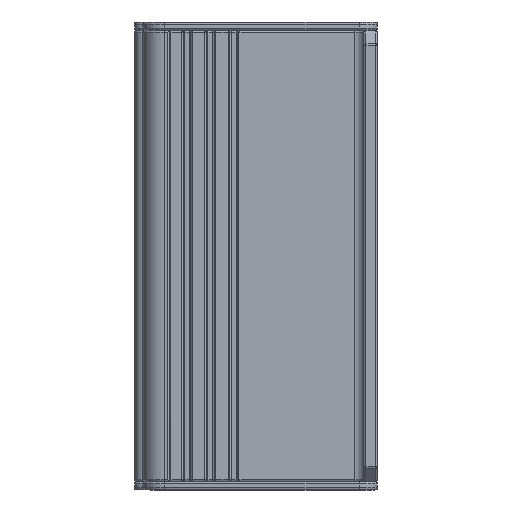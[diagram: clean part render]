
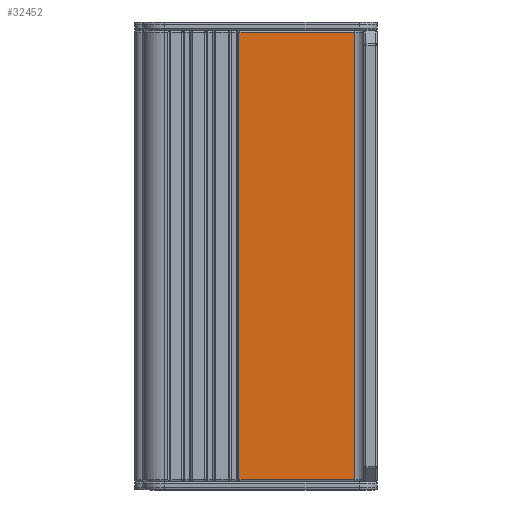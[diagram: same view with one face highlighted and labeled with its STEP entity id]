
A CAD part, left-side view. The second image highlights one B-rep face of the part: STEP entity #32452.
In plain terms, the highlighted planar face has unit normal (-1, 0, 0).
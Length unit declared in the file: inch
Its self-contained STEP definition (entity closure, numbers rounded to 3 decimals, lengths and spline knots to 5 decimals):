
#19 = EDGE_CURVE ( 'NONE', #14449, #23842, #21270, .T. ) ;
#1352 = DIRECTION ( 'NONE',  ( 0., 1., 0. ) ) ;
#4793 = CARTESIAN_POINT ( 'NONE',  ( -2.743, 0.153, 1.5325 ) ) ;
#5184 = DIRECTION ( 'NONE',  ( 0., 0., -1. ) ) ;
#5722 = ORIENTED_EDGE ( 'NONE', *, *, #42315, .T. ) ;
#7569 = CARTESIAN_POINT ( 'NONE',  ( -2.743, 0., -1.5175 ) ) ;
#9455 = CARTESIAN_POINT ( 'NONE',  ( -2.743, 0.94, -1.5175 ) ) ;
#9950 = ORIENTED_EDGE ( 'NONE', *, *, #19, .T. ) ;
#11219 = EDGE_CURVE ( 'NONE', #21284, #14449, #33497, .T. ) ;
#14449 = VERTEX_POINT ( 'NONE', #45294 ) ;
#15665 = CARTESIAN_POINT ( 'NONE',  ( -2.743, 0., 1.5325 ) ) ;
#15668 = DIRECTION ( 'NONE',  ( 0., -1., 0. ) ) ;
#15820 = VECTOR ( 'NONE', #45442, 39.37008 ) ;
#16049 = DIRECTION ( 'NONE',  ( 0., 1., 0. ) ) ;
#16635 = VECTOR ( 'NONE', #1352, 39.37008 ) ;
#20303 = VECTOR ( 'NONE', #5184, 39.37008 ) ;
#20568 = EDGE_CURVE ( 'NONE', #21284, #45193, #31778, .T. ) ;
#20620 = PLANE ( 'NONE',  #25875 ) ;
#21270 = LINE ( 'NONE', #32877, #15820 ) ;
#21284 = VERTEX_POINT ( 'NONE', #28462 ) ;
#23842 = VERTEX_POINT ( 'NONE', #9455 ) ;
#25875 = AXIS2_PLACEMENT_3D ( 'NONE', #15665, #28885, #16049 ) ;
#26442 = CARTESIAN_POINT ( 'NONE',  ( -2.743, 0.94, 1.5175 ) ) ;
#28419 = ORIENTED_EDGE ( 'NONE', *, *, #11219, .T. ) ;
#28462 = CARTESIAN_POINT ( 'NONE',  ( -2.743, 0.153, 1.5175 ) ) ;
#28885 = DIRECTION ( 'NONE',  ( 1., 0., 0. ) ) ;
#31778 = LINE ( 'NONE', #4793, #20303 ) ;
#32036 = VECTOR ( 'NONE', #15668, 39.37008 ) ;
#32452 = ADVANCED_FACE ( 'NONE', ( #55576 ), #20620, .F. ) ;
#32877 = CARTESIAN_POINT ( 'NONE',  ( -2.743, 0.94, 1.5325 ) ) ;
#33497 = LINE ( 'NONE', #26442, #16635 ) ;
#37386 = LINE ( 'NONE', #7569, #32036 ) ;
#38060 = CARTESIAN_POINT ( 'NONE',  ( -2.743, 0.153, -1.5175 ) ) ;
#39975 = EDGE_LOOP ( 'NONE', ( #9950, #5722, #41877, #28419 ) ) ;
#41877 = ORIENTED_EDGE ( 'NONE', *, *, #20568, .F. ) ;
#42315 = EDGE_CURVE ( 'NONE', #23842, #45193, #37386, .T. ) ;
#45193 = VERTEX_POINT ( 'NONE', #38060 ) ;
#45294 = CARTESIAN_POINT ( 'NONE',  ( -2.743, 0.94, 1.5175 ) ) ;
#45442 = DIRECTION ( 'NONE',  ( 0., 0., -1. ) ) ;
#55576 = FACE_OUTER_BOUND ( 'NONE', #39975, .T. ) ;
